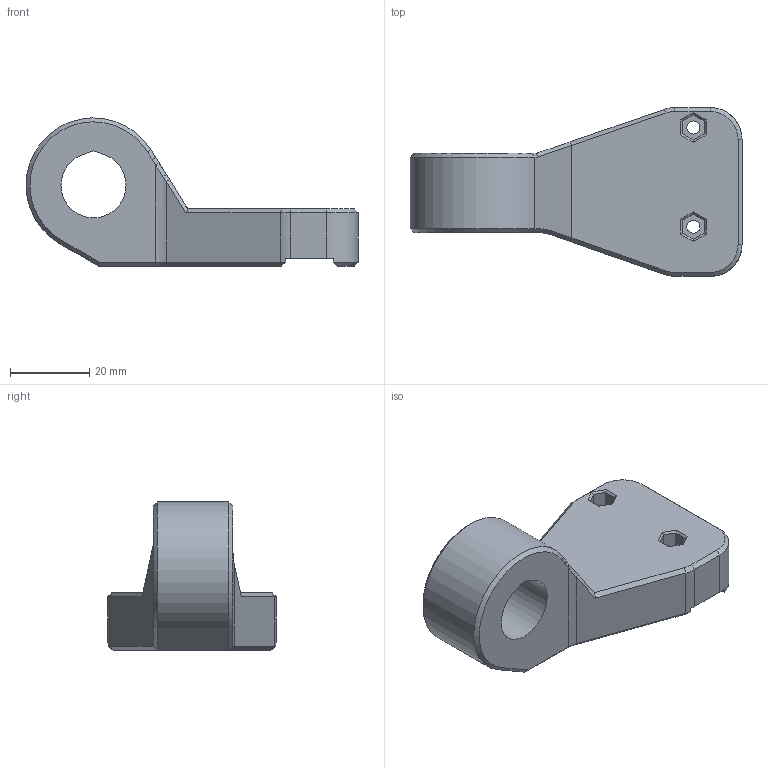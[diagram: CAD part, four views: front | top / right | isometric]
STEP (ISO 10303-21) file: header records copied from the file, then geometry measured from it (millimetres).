
FILE_DESCRIPTION(/* description */ (''),/* implementation_level */ '2;1');
FILE_NAME(/* name */ 'rail arm.step',/* time_stamp */ '2024-06-20T13:51:36+02:00',/* author */ (''),/* organization */ (''),/* preprocessor_version */ 'ST-DEVELOPER v20',/* originating_system */ 'Autodesk Translation Framework v13.14.0.145',/* authorisation */ '');
FILE_SCHEMA (('AUTOMOTIVE_DESIGN { 1 0 10303 214 3 1 1 }'));
Length unit declared in the file: millimetre
Products named in the file (2): SC63 stroker v2; piston arm
Assembly tree (1 placements, depth 2):
  SC63 stroker v2
    piston arm
Bounding box: 83.6 x 42.5 x 37.35 mm (x, y, z)
Volume: 40545 mm3; surface area: 10430.8 mm2
Topology: 1 solids, 1 shells, 94 faces, 231 edges, 139 vertices
Faces by surface type: plane 71, cone 11, cylinder 9, bspline 3
Full cylindrical faces by diameter (mm): 3.3 x2
Entity records: 2815 total; most frequent: CARTESIAN_POINT 540, ORIENTED_EDGE 462, DIRECTION 441, EDGE_CURVE 231, LINE 189, VECTOR 189, VERTEX_POINT 139, AXIS2_PLACEMENT_3D 126
